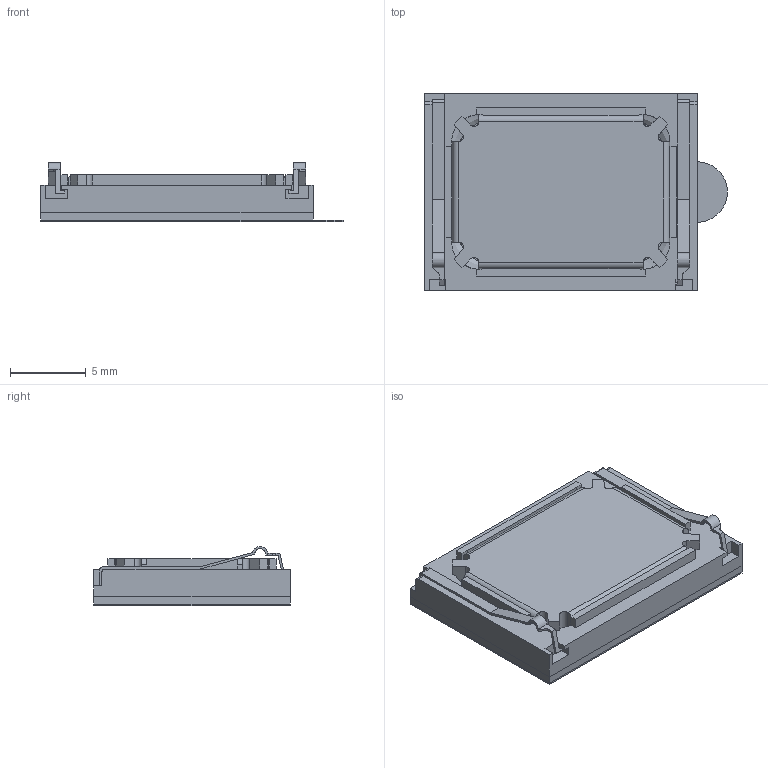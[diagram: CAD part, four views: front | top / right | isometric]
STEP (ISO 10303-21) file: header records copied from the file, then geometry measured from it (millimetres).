
FILE_DESCRIPTION(/* description */ (''),/* implementation_level */ '2;1');
FILE_NAME(/* name */ 'AS01808MS-SC18-WP-R.stp',/* time_stamp */ '2018-10-04T11:57:59-04:00',/* author */ ('vandenbroek'),/* organization */ (''),/* preprocessor_version */ 'ST-DEVELOPER v16.1',/* originating_system */ 'Autodesk Inventor 2016',/* authorisation */ '');
FILE_SCHEMA (('AUTOMOTIVE_DESIGN { 1 0 10303 214 3 1 1 }'));
Length unit declared in the file: millimetre
Products named in the file (1): AS01808MS-SC18-WP-R
Bounding box: 20 x 13 x 3.9 mm (x, y, z)
Volume: 412.7 mm3; surface area: 1624.4 mm2
Topology: 3 solids, 3 shells, 483 faces, 1289 edges, 814 vertices
Faces by surface type: plane 202, cylinder 133, bspline 112, torus 36
Entity records: 18243 total; most frequent: CARTESIAN_POINT 6027, ORIENTED_EDGE 2578, DIRECTION 2227, EDGE_CURVE 1289, VERTEX_POINT 814, LINE 759, VECTOR 759, AXIS2_PLACEMENT_3D 734
